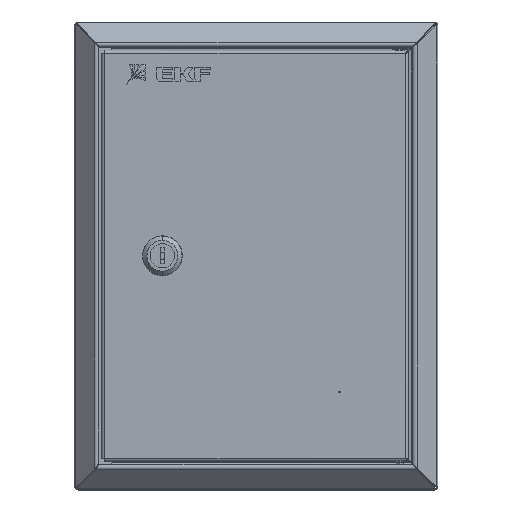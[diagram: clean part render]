
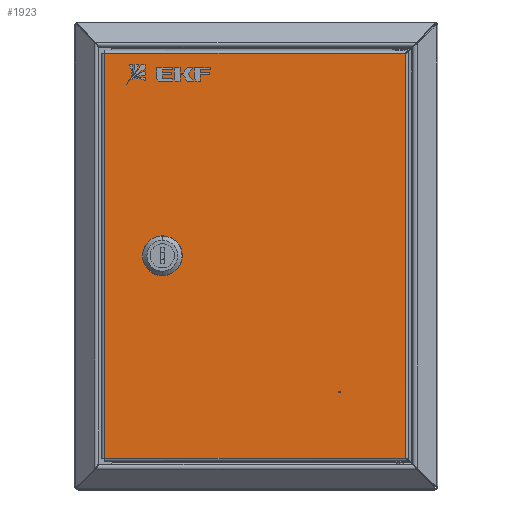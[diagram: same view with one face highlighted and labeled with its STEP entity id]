
A CAD part, top view. The second image highlights one B-rep face of the part: STEP entity #1923.
In plain terms, the highlighted planar face has unit normal (0, 0, 1).
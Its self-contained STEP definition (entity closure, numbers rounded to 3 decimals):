
#740 = CARTESIAN_POINT ( 'NONE',  ( 24.8, 122.279, 0. ) ) ;
#1220 = EDGE_CURVE ( 'NONE', #2837, #27097, #13793, .T. ) ;
#1501 = VECTOR ( 'NONE', #25842, 1000. ) ;
#1923 = ADVANCED_FACE ( 'NONE', ( #13430, #14077, #2938 ), #25832, .F. ) ;
#2053 = CARTESIAN_POINT ( 'NONE',  ( 135.9, 40., 0. ) ) ;
#2253 = EDGE_LOOP ( 'NONE', ( #17244, #24635 ) ) ;
#2812 = DIRECTION ( 'NONE',  ( 0., 0., -1. ) ) ;
#2837 = VERTEX_POINT ( 'NONE', #3511 ) ;
#2938 = FACE_OUTER_BOUND ( 'NONE', #23724, .T. ) ;
#3185 = CARTESIAN_POINT ( 'NONE',  ( 0., 235.56, 0. ) ) ;
#3511 = CARTESIAN_POINT ( 'NONE',  ( 173.7, 1.7, 0. ) ) ;
#3723 = EDGE_CURVE ( 'NONE', #14262, #2837, #4039, .T. ) ;
#4039 = LINE ( 'NONE', #4725, #20143 ) ;
#4362 = CARTESIAN_POINT ( 'NONE',  ( 33.3, 118.63, 0. ) ) ;
#4434 = AXIS2_PLACEMENT_3D ( 'NONE', #19517, #2812, #17494 ) ;
#4725 = CARTESIAN_POINT ( 'NONE',  ( 0., 1.7, 0. ) ) ;
#4881 = VECTOR ( 'NONE', #5275, 1000. ) ;
#5177 = ORIENTED_EDGE ( 'NONE', *, *, #11165, .F. ) ;
#5242 = VERTEX_POINT ( 'NONE', #26217 ) ;
#5275 = DIRECTION ( 'NONE',  ( 0., 1., 0. ) ) ;
#5638 = DIRECTION ( 'NONE',  ( 0., 0., 1. ) ) ;
#5866 = CARTESIAN_POINT ( 'NONE',  ( 173.7, 0.877, 0. ) ) ;
#6318 = ORIENTED_EDGE ( 'NONE', *, *, #11938, .T. ) ;
#6470 = DIRECTION ( 'NONE',  ( 1., 0., 0. ) ) ;
#6738 = CARTESIAN_POINT ( 'NONE',  ( 135.4, 40., 0. ) ) ;
#7272 = VERTEX_POINT ( 'NONE', #3185 ) ;
#8206 = VECTOR ( 'NONE', #24764, 1000. ) ;
#8849 = DIRECTION ( 'NONE',  ( -1., 0., 0. ) ) ;
#9000 = VERTEX_POINT ( 'NONE', #26122 ) ;
#10258 = AXIS2_PLACEMENT_3D ( 'NONE', #18216, #5638, #20337 ) ;
#10280 = ORIENTED_EDGE ( 'NONE', *, *, #3723, .T. ) ;
#10840 = EDGE_CURVE ( 'NONE', #20760, #9000, #24402, .T. ) ;
#11165 = EDGE_CURVE ( 'NONE', #5242, #25383, #20136, .T. ) ;
#11303 = VERTEX_POINT ( 'NONE', #2053 ) ;
#11490 = LINE ( 'NONE', #24320, #26897 ) ;
#11718 = DIRECTION ( 'NONE',  ( 0., 0., -1. ) ) ;
#11938 = EDGE_CURVE ( 'NONE', #7272, #14262, #20678, .T. ) ;
#12104 = EDGE_CURVE ( 'NONE', #11303, #18548, #16065, .T. ) ;
#13075 = ORIENTED_EDGE ( 'NONE', *, *, #23635, .F. ) ;
#13430 = FACE_BOUND ( 'NONE', #2253, .T. ) ;
#13793 = LINE ( 'NONE', #5866, #8206 ) ;
#13794 = ORIENTED_EDGE ( 'NONE', *, *, #10840, .F. ) ;
#14077 = FACE_BOUND ( 'NONE', #16902, .T. ) ;
#14262 = VERTEX_POINT ( 'NONE', #25492 ) ;
#15089 = VECTOR ( 'NONE', #21390, 1000. ) ;
#15198 = DIRECTION ( 'NONE',  ( 1., 0., 0. ) ) ;
#16065 = CIRCLE ( 'NONE', #26188, 0.5 ) ;
#16699 = LINE ( 'NONE', #17849, #4881 ) ;
#16845 = AXIS2_PLACEMENT_3D ( 'NONE', #6738, #21443, #8849 ) ;
#16902 = EDGE_LOOP ( 'NONE', ( #13075, #5177, #20869, #13794 ) ) ;
#16951 = AXIS2_PLACEMENT_3D ( 'NONE', #4362, #19061, #6470 ) ;
#17244 = ORIENTED_EDGE ( 'NONE', *, *, #25745, .T. ) ;
#17408 = EDGE_CURVE ( 'NONE', #27097, #7272, #11490, .T. ) ;
#17494 = DIRECTION ( 'NONE',  ( -1., 0., 0. ) ) ;
#17576 = LINE ( 'NONE', #23750, #1501 ) ;
#17849 = CARTESIAN_POINT ( 'NONE',  ( 41.8, 122.279, 0. ) ) ;
#18216 = CARTESIAN_POINT ( 'NONE',  ( 33.3, 118.63, 0. ) ) ;
#18548 = VERTEX_POINT ( 'NONE', #20252 ) ;
#19047 = ORIENTED_EDGE ( 'NONE', *, *, #1220, .T. ) ;
#19061 = DIRECTION ( 'NONE',  ( 0., 0., 1. ) ) ;
#19285 = CARTESIAN_POINT ( 'NONE',  ( 0., 0., 0. ) ) ;
#19517 = CARTESIAN_POINT ( 'NONE',  ( 0., 0., 0. ) ) ;
#19815 = CARTESIAN_POINT ( 'NONE',  ( 173.7, 235.56, 0. ) ) ;
#20136 = CIRCLE ( 'NONE', #10258, 9.25 ) ;
#20143 = VECTOR ( 'NONE', #15198, 1000. ) ;
#20252 = CARTESIAN_POINT ( 'NONE',  ( 134.9, 40., 0. ) ) ;
#20337 = DIRECTION ( 'NONE',  ( 1., 0., 0. ) ) ;
#20678 = LINE ( 'NONE', #19285, #15089 ) ;
#20760 = VERTEX_POINT ( 'NONE', #26862 ) ;
#20869 = ORIENTED_EDGE ( 'NONE', *, *, #25957, .F. ) ;
#21330 = CIRCLE ( 'NONE', #16845, 0.5 ) ;
#21390 = DIRECTION ( 'NONE',  ( 0., -1., 0. ) ) ;
#21443 = DIRECTION ( 'NONE',  ( 0., 0., -1. ) ) ;
#22464 = ORIENTED_EDGE ( 'NONE', *, *, #17408, .T. ) ;
#23635 = EDGE_CURVE ( 'NONE', #25383, #20760, #17576, .T. ) ;
#23724 = EDGE_LOOP ( 'NONE', ( #19047, #22464, #6318, #10280 ) ) ;
#23750 = CARTESIAN_POINT ( 'NONE',  ( 24.8, 122.279, 0. ) ) ;
#24312 = CARTESIAN_POINT ( 'NONE',  ( 135.4, 40., 0. ) ) ;
#24320 = CARTESIAN_POINT ( 'NONE',  ( 174.523, 235.56, 0. ) ) ;
#24402 = CIRCLE ( 'NONE', #16951, 9.25 ) ;
#24635 = ORIENTED_EDGE ( 'NONE', *, *, #12104, .T. ) ;
#24764 = DIRECTION ( 'NONE',  ( 0., 1., 0. ) ) ;
#25383 = VERTEX_POINT ( 'NONE', #740 ) ;
#25492 = CARTESIAN_POINT ( 'NONE',  ( 0., 1.7, 0. ) ) ;
#25745 = EDGE_CURVE ( 'NONE', #18548, #11303, #21330, .T. ) ;
#25832 = PLANE ( 'NONE',  #4434 ) ;
#25842 = DIRECTION ( 'NONE',  ( 0., -1., 0. ) ) ;
#25957 = EDGE_CURVE ( 'NONE', #9000, #5242, #16699, .T. ) ;
#26122 = CARTESIAN_POINT ( 'NONE',  ( 41.8, 114.981, 0. ) ) ;
#26188 = AXIS2_PLACEMENT_3D ( 'NONE', #24312, #11718, #26408 ) ;
#26217 = CARTESIAN_POINT ( 'NONE',  ( 41.8, 122.279, 0. ) ) ;
#26408 = DIRECTION ( 'NONE',  ( -1., 0., 0. ) ) ;
#26411 = DIRECTION ( 'NONE',  ( -1., 0., 0. ) ) ;
#26862 = CARTESIAN_POINT ( 'NONE',  ( 24.8, 114.981, 0. ) ) ;
#26897 = VECTOR ( 'NONE', #26411, 1000. ) ;
#27097 = VERTEX_POINT ( 'NONE', #19815 ) ;
